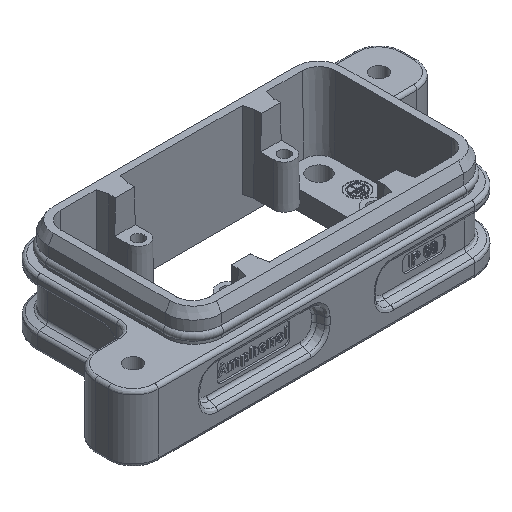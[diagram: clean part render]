
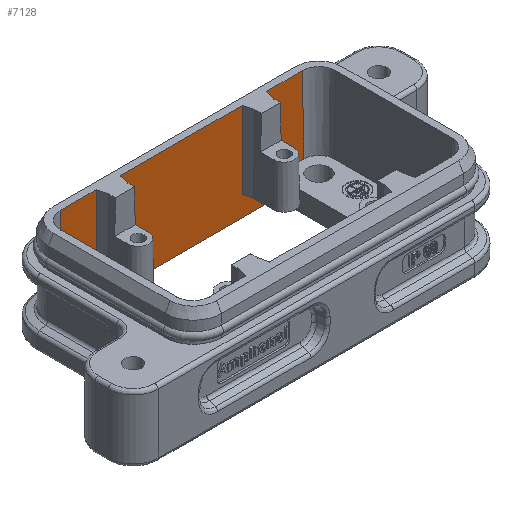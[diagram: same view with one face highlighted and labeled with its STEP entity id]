
A CAD part, isometric view. The second image highlights one B-rep face of the part: STEP entity #7128.
In plain terms, the highlighted planar face has unit normal (0, -1, 0.018).
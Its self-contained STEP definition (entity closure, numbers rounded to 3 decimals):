
#7128=ADVANCED_FACE('',(#8254),#7926,.T.);
#7926=PLANE('',#19805);
#8254=FACE_OUTER_BOUND('',#8992,.T.);
#8992=EDGE_LOOP('',(#10021,#10022,#10023,#10024,#10025,#10026,#10027,#10028,
#10029,#10030,#10031,#10032,#10033,#10034,#10035,#10036));
#10021=ORIENTED_EDGE('',*,*,#15444,.T.);
#10022=ORIENTED_EDGE('',*,*,#15445,.T.);
#10023=ORIENTED_EDGE('',*,*,#15446,.T.);
#10024=ORIENTED_EDGE('',*,*,#15447,.T.);
#10025=ORIENTED_EDGE('',*,*,#15448,.T.);
#10026=ORIENTED_EDGE('',*,*,#15449,.T.);
#10027=ORIENTED_EDGE('',*,*,#15450,.T.);
#10028=ORIENTED_EDGE('',*,*,#15451,.T.);
#10029=ORIENTED_EDGE('',*,*,#15452,.T.);
#10030=ORIENTED_EDGE('',*,*,#15453,.T.);
#10031=ORIENTED_EDGE('',*,*,#15454,.T.);
#10032=ORIENTED_EDGE('',*,*,#15455,.F.);
#10033=ORIENTED_EDGE('',*,*,#15456,.F.);
#10034=ORIENTED_EDGE('',*,*,#15457,.T.);
#10035=ORIENTED_EDGE('',*,*,#15458,.T.);
#10036=ORIENTED_EDGE('',*,*,#15459,.T.);
#14089=VERTEX_POINT('',#24516);
#14090=VERTEX_POINT('',#24517);
#14091=VERTEX_POINT('',#24519);
#14092=VERTEX_POINT('',#24521);
#14093=VERTEX_POINT('',#24523);
#14094=VERTEX_POINT('',#24525);
#14095=VERTEX_POINT('',#24527);
#14096=VERTEX_POINT('',#24529);
#14097=VERTEX_POINT('',#24531);
#14098=VERTEX_POINT('',#24533);
#14099=VERTEX_POINT('',#24535);
#14100=VERTEX_POINT('',#24537);
#14101=VERTEX_POINT('',#24539);
#14102=VERTEX_POINT('',#24541);
#14103=VERTEX_POINT('',#24543);
#14104=VERTEX_POINT('',#24545);
#15444=EDGE_CURVE('',#14089,#14090,#17437,.T.);
#15445=EDGE_CURVE('',#14090,#14091,#17438,.T.);
#15446=EDGE_CURVE('',#14091,#14092,#17439,.T.);
#15447=EDGE_CURVE('',#14092,#14093,#17440,.T.);
#15448=EDGE_CURVE('',#14093,#14094,#17441,.T.);
#15449=EDGE_CURVE('',#14094,#14095,#17442,.T.);
#15450=EDGE_CURVE('',#14095,#14096,#17443,.T.);
#15451=EDGE_CURVE('',#14096,#14097,#17444,.T.);
#15452=EDGE_CURVE('',#14097,#14098,#17445,.T.);
#15453=EDGE_CURVE('',#14098,#14099,#17446,.T.);
#15454=EDGE_CURVE('',#14099,#14100,#17447,.T.);
#15455=EDGE_CURVE('',#14101,#14100,#17448,.T.);
#15456=EDGE_CURVE('',#14102,#14101,#17449,.T.);
#15457=EDGE_CURVE('',#14102,#14103,#17450,.T.);
#15458=EDGE_CURVE('',#14103,#14104,#17451,.T.);
#15459=EDGE_CURVE('',#14104,#14089,#17452,.T.);
#17437=LINE('',#24515,#18555);
#17438=LINE('',#24518,#18556);
#17439=LINE('',#24520,#18557);
#17440=LINE('',#24522,#18558);
#17441=LINE('',#24524,#18559);
#17442=LINE('',#24526,#18560);
#17443=LINE('',#24528,#18561);
#17444=LINE('',#24530,#18562);
#17445=LINE('',#24532,#18563);
#17446=LINE('',#24534,#18564);
#17447=LINE('',#24536,#18565);
#17448=LINE('',#24538,#18566);
#17449=LINE('',#24540,#18567);
#17450=LINE('',#24542,#18568);
#17451=LINE('',#24544,#18569);
#17452=LINE('',#24546,#18570);
#18555=VECTOR('',#20966,1.);
#18556=VECTOR('',#20967,1.);
#18557=VECTOR('',#20968,1.);
#18558=VECTOR('',#20969,1.);
#18559=VECTOR('',#20970,1.);
#18560=VECTOR('',#20971,1.);
#18561=VECTOR('',#20972,1.);
#18562=VECTOR('',#20973,1.);
#18563=VECTOR('',#20974,1.);
#18564=VECTOR('',#20975,1.);
#18565=VECTOR('',#20976,1.);
#18566=VECTOR('',#20977,1.);
#18567=VECTOR('',#20978,1.);
#18568=VECTOR('',#20979,1.);
#18569=VECTOR('',#20980,1.);
#18570=VECTOR('',#20981,1.);
#19805=AXIS2_PLACEMENT_3D('',#24547,#20982,#20983);
#20966=DIRECTION('',(0.013,-0.017,-1.));
#20967=DIRECTION('',(-1.,0.,0.));
#20968=DIRECTION('',(0.013,0.017,1.));
#20969=DIRECTION('',(-1.,0.,0.));
#20970=DIRECTION('',(0.013,-0.017,-1.));
#20971=DIRECTION('',(-1.,0.,0.));
#20972=DIRECTION('',(0.013,0.017,1.));
#20973=DIRECTION('',(-1.,0.,0.));
#20974=DIRECTION('',(0.,-0.017,-1.));
#20975=DIRECTION('',(1.,0.,0.));
#20976=DIRECTION('',(-0.017,-0.017,-1.));
#20977=DIRECTION('',(-1.,0.,0.));
#20978=DIRECTION('',(0.017,-0.017,-1.));
#20979=DIRECTION('',(1.,0.,0.));
#20980=DIRECTION('',(0.,0.017,1.));
#20981=DIRECTION('',(-1.,0.,0.));
#20982=DIRECTION('',(0.,-1.,0.017));
#20983=DIRECTION('',(0.,-0.017,-1.));
#24515=CARTESIAN_POINT('',(25.702,22.491,28.36));
#24516=CARTESIAN_POINT('',(25.695,22.5,28.9));
#24517=CARTESIAN_POINT('',(26.002,22.1,6.));
#24518=CARTESIAN_POINT('',(0.,22.1,6.));
#24519=CARTESIAN_POINT('',(17.998,22.1,6.));
#24520=CARTESIAN_POINT('',(18.298,22.491,28.36));
#24521=CARTESIAN_POINT('',(18.305,22.5,28.9));
#24522=CARTESIAN_POINT('',(0.,22.5,28.9));
#24523=CARTESIAN_POINT('',(-18.305,22.5,28.9));
#24524=CARTESIAN_POINT('',(-18.3,22.493,28.513));
#24525=CARTESIAN_POINT('',(-17.998,22.1,6.));
#24526=CARTESIAN_POINT('',(0.,22.1,6.));
#24527=CARTESIAN_POINT('',(-26.002,22.1,6.));
#24528=CARTESIAN_POINT('',(-25.704,22.488,28.208));
#24529=CARTESIAN_POINT('',(-25.695,22.5,28.9));
#24530=CARTESIAN_POINT('',(0.,22.5,28.9));
#24531=CARTESIAN_POINT('',(-36.5,22.5,28.9));
#24532=CARTESIAN_POINT('',(-36.5,22.5,28.9));
#24533=CARTESIAN_POINT('',(-36.5,22.1,6.));
#24534=CARTESIAN_POINT('',(-43.668,22.1,6.));
#24535=CARTESIAN_POINT('',(-27.895,22.1,6.));
#24536=CARTESIAN_POINT('',(-28.007,21.989,-0.384));
#24537=CARTESIAN_POINT('',(-28.,21.996,0.));
#24538=CARTESIAN_POINT('',(0.,21.996,0.));
#24539=CARTESIAN_POINT('',(28.,21.996,0.));
#24540=CARTESIAN_POINT('',(27.487,22.508,29.38));
#24541=CARTESIAN_POINT('',(27.895,22.1,6.));
#24542=CARTESIAN_POINT('',(26.332,22.1,6.));
#24543=CARTESIAN_POINT('',(36.5,22.1,6.));
#24544=CARTESIAN_POINT('',(36.5,22.5,28.9));
#24545=CARTESIAN_POINT('',(36.5,22.5,28.9));
#24546=CARTESIAN_POINT('',(0.,22.5,28.9));
#24547=CARTESIAN_POINT('',(0.,22.5,28.9));
